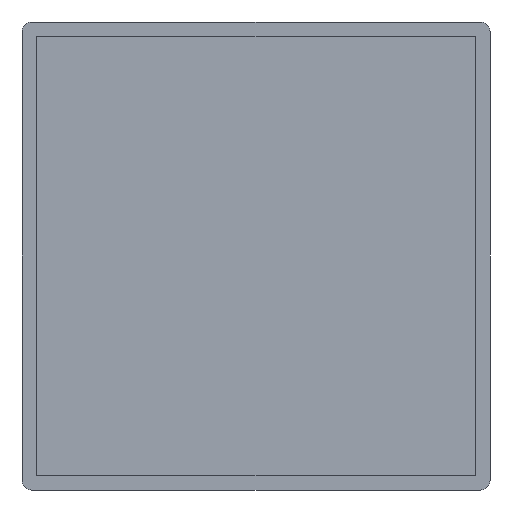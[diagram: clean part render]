
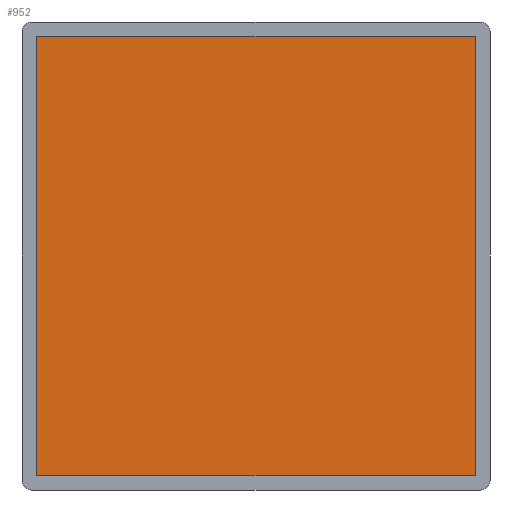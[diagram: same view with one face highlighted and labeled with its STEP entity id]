
A CAD part, front view. The second image highlights one B-rep face of the part: STEP entity #952.
In plain terms, the highlighted planar face has unit normal (0, -1, 0).
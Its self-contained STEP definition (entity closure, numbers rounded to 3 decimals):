
#104=FACE_OUTER_BOUND('',#160,.T.);
#160=EDGE_LOOP('',(#819,#820,#821,#822));
#259=LINE('',#1542,#367);
#262=LINE('',#1547,#370);
#264=LINE('',#1551,#372);
#266=LINE('',#1554,#374);
#367=VECTOR('',#1271,10.);
#370=VECTOR('',#1276,10.);
#372=VECTOR('',#1280,10.);
#374=VECTOR('',#1284,10.);
#463=VERTEX_POINT('',#1540);
#464=VERTEX_POINT('',#1541);
#465=VERTEX_POINT('',#1546);
#466=VERTEX_POINT('',#1550);
#587=EDGE_CURVE('',#463,#464,#259,.T.);
#590=EDGE_CURVE('',#465,#463,#262,.T.);
#592=EDGE_CURVE('',#466,#465,#264,.T.);
#594=EDGE_CURVE('',#464,#466,#266,.T.);
#819=ORIENTED_EDGE('',*,*,#594,.F.);
#820=ORIENTED_EDGE('',*,*,#587,.F.);
#821=ORIENTED_EDGE('',*,*,#590,.F.);
#822=ORIENTED_EDGE('',*,*,#592,.F.);
#902=PLANE('',#1046);
#952=ADVANCED_FACE('',(#104),#902,.F.);
#1046=AXIS2_PLACEMENT_3D('',#1555,#1285,#1286);
#1271=DIRECTION('',(1.,0.,0.));
#1276=DIRECTION('',(0.,0.,1.));
#1280=DIRECTION('',(-1.,0.,0.));
#1284=DIRECTION('',(0.,0.,-1.));
#1285=DIRECTION('center_axis',(0.,1.,0.));
#1286=DIRECTION('ref_axis',(0.,0.,1.));
#1540=CARTESIAN_POINT('',(-45.,0.,45.));
#1541=CARTESIAN_POINT('',(45.,0.,45.));
#1542=CARTESIAN_POINT('',(-45.,0.,45.));
#1546=CARTESIAN_POINT('',(-45.,0.,-45.));
#1547=CARTESIAN_POINT('',(-45.,0.,-45.));
#1550=CARTESIAN_POINT('',(45.,0.,-45.));
#1551=CARTESIAN_POINT('',(45.,0.,-45.));
#1554=CARTESIAN_POINT('',(45.,0.,45.));
#1555=CARTESIAN_POINT('Origin',(0.,0.,0.));
